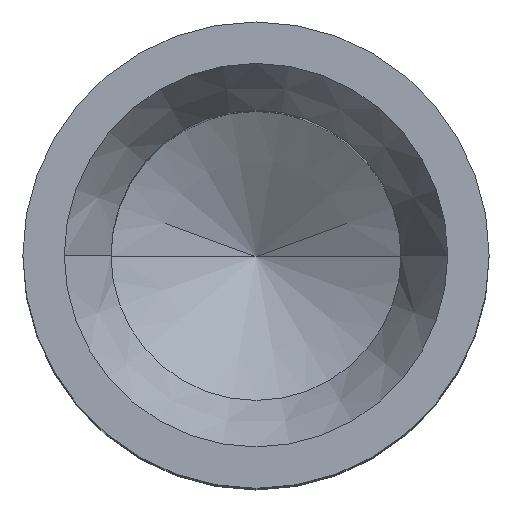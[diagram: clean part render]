
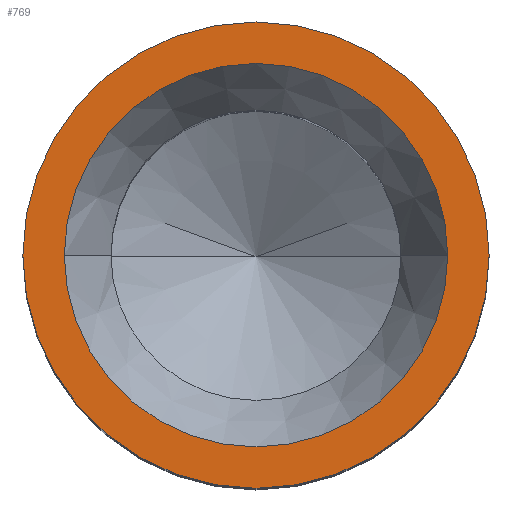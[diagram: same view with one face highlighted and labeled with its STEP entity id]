
A CAD part, top view. The second image highlights one B-rep face of the part: STEP entity #769.
In plain terms, the highlighted planar face has unit normal (0, 0, 1).
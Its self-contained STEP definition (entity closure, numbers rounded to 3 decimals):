
#22 = VERTEX_POINT ( 'NONE', #294 ) ;
#31 = AXIS2_PLACEMENT_3D ( 'NONE', #715, #400, #770 ) ;
#36 = EDGE_CURVE ( 'NONE', #594, #331, #65, .T. ) ;
#65 = CIRCLE ( 'NONE', #92, 2.25 ) ;
#92 = AXIS2_PLACEMENT_3D ( 'NONE', #307, #490, #785 ) ;
#96 = CARTESIAN_POINT ( 'NONE',  ( 0., 0., 9.2 ) ) ;
#113 = CIRCLE ( 'NONE', #510, 1.85 ) ;
#135 = DIRECTION ( 'NONE',  ( 0., 0., 1. ) ) ;
#159 = AXIS2_PLACEMENT_3D ( 'NONE', #96, #579, #638 ) ;
#172 = VERTEX_POINT ( 'NONE', #498 ) ;
#184 = ORIENTED_EDGE ( 'NONE', *, *, #36, .T. ) ;
#271 = CARTESIAN_POINT ( 'NONE',  ( 0., 0., 9.2 ) ) ;
#294 = CARTESIAN_POINT ( 'NONE',  ( 1.85, 0., 9.2 ) ) ;
#307 = CARTESIAN_POINT ( 'NONE',  ( 0., 0., 9.2 ) ) ;
#311 = CIRCLE ( 'NONE', #568, 1.85 ) ;
#331 = VERTEX_POINT ( 'NONE', #523 ) ;
#332 = CARTESIAN_POINT ( 'NONE',  ( 2.25, 0., 9.2 ) ) ;
#334 = ORIENTED_EDGE ( 'NONE', *, *, #615, .F. ) ;
#389 = ORIENTED_EDGE ( 'NONE', *, *, #700, .T. ) ;
#395 = ORIENTED_EDGE ( 'NONE', *, *, #524, .F. ) ;
#397 = PLANE ( 'NONE',  #159 ) ;
#400 = DIRECTION ( 'NONE',  ( 0., 0., 1. ) ) ;
#425 = CIRCLE ( 'NONE', #31, 2.25 ) ;
#446 = DIRECTION ( 'NONE',  ( 0., 0., 1. ) ) ;
#490 = DIRECTION ( 'NONE',  ( 0., 0., 1. ) ) ;
#498 = CARTESIAN_POINT ( 'NONE',  ( -1.85, 0., 9.2 ) ) ;
#510 = AXIS2_PLACEMENT_3D ( 'NONE', #680, #135, #742 ) ;
#514 = DIRECTION ( 'NONE',  ( -1., 0., 0. ) ) ;
#523 = CARTESIAN_POINT ( 'NONE',  ( -2.25, 0., 9.2 ) ) ;
#524 = EDGE_CURVE ( 'NONE', #22, #172, #311, .T. ) ;
#568 = AXIS2_PLACEMENT_3D ( 'NONE', #271, #446, #514 ) ;
#579 = DIRECTION ( 'NONE',  ( 0., 0., 1. ) ) ;
#594 = VERTEX_POINT ( 'NONE', #332 ) ;
#615 = EDGE_CURVE ( 'NONE', #172, #22, #113, .T. ) ;
#638 = DIRECTION ( 'NONE',  ( 1., 0., 0. ) ) ;
#680 = CARTESIAN_POINT ( 'NONE',  ( 0., 0., 9.2 ) ) ;
#692 = FACE_OUTER_BOUND ( 'NONE', #759, .T. ) ;
#697 = FACE_BOUND ( 'NONE', #783, .T. ) ;
#700 = EDGE_CURVE ( 'NONE', #331, #594, #425, .T. ) ;
#715 = CARTESIAN_POINT ( 'NONE',  ( 0., 0., 9.2 ) ) ;
#742 = DIRECTION ( 'NONE',  ( -1., 0., 0. ) ) ;
#759 = EDGE_LOOP ( 'NONE', ( #389, #184 ) ) ;
#769 = ADVANCED_FACE ( 'NONE', ( #692, #697 ), #397, .T. ) ;
#770 = DIRECTION ( 'NONE',  ( 1., 0., 0. ) ) ;
#783 = EDGE_LOOP ( 'NONE', ( #334, #395 ) ) ;
#785 = DIRECTION ( 'NONE',  ( 1., 0., 0. ) ) ;
